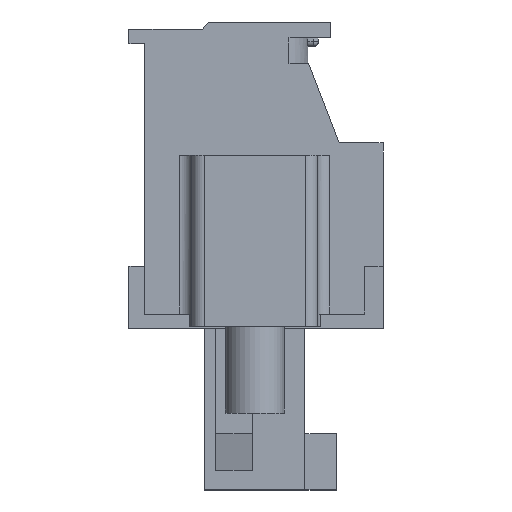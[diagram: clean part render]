
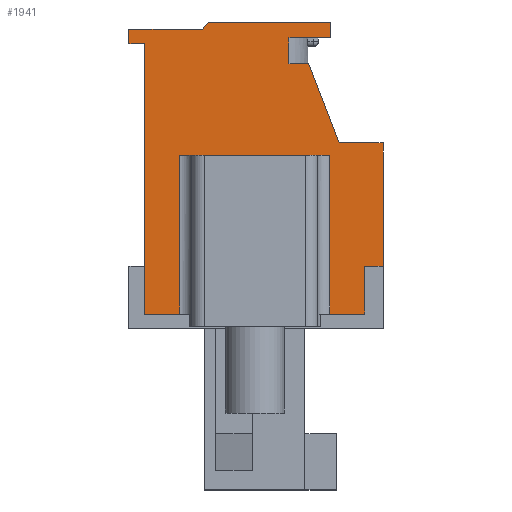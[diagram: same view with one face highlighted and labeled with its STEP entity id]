
A CAD part, left-side view. The second image highlights one B-rep face of the part: STEP entity #1941.
In plain terms, the highlighted planar face has unit normal (-1, 0, 0).
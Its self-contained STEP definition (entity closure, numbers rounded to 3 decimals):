
#1941 = ADVANCED_FACE( '', ( #3844 ), #3845, .T. );
#3844 = FACE_OUTER_BOUND( '', #5716, .T. );
#3845 = PLANE( '', #5717 );
#5716 = EDGE_LOOP( '', ( #11038, #11039, #11040, #11041, #11042, #11043, #11044, #11045, #11046, #11047, #11048, #11049, #11050, #11051, #11052, #11053, #11054, #11055, #11056, #11057 ) );
#5717 = AXIS2_PLACEMENT_3D( '', #11058, #11059, #11060 );
#11038 = ORIENTED_EDGE( '', *, *, #12285, .F. );
#11039 = ORIENTED_EDGE( '', *, *, #13548, .T. );
#11040 = ORIENTED_EDGE( '', *, *, #12669, .T. );
#11041 = ORIENTED_EDGE( '', *, *, #13549, .T. );
#11042 = ORIENTED_EDGE( '', *, *, #13017, .T. );
#11043 = ORIENTED_EDGE( '', *, *, #12333, .T. );
#11044 = ORIENTED_EDGE( '', *, *, #13101, .T. );
#11045 = ORIENTED_EDGE( '', *, *, #13364, .T. );
#11046 = ORIENTED_EDGE( '', *, *, #12031, .F. );
#11047 = ORIENTED_EDGE( '', *, *, #13287, .T. );
#11048 = ORIENTED_EDGE( '', *, *, #11570, .T. );
#11049 = ORIENTED_EDGE( '', *, *, #11755, .T. );
#11050 = ORIENTED_EDGE( '', *, *, #11827, .T. );
#11051 = ORIENTED_EDGE( '', *, *, #12194, .T. );
#11052 = ORIENTED_EDGE( '', *, *, #12783, .T. );
#11053 = ORIENTED_EDGE( '', *, *, #12968, .T. );
#11054 = ORIENTED_EDGE( '', *, *, #13089, .T. );
#11055 = ORIENTED_EDGE( '', *, *, #12526, .T. );
#11056 = ORIENTED_EDGE( '', *, *, #12673, .T. );
#11057 = ORIENTED_EDGE( '', *, *, #13281, .T. );
#11058 = CARTESIAN_POINT( '', ( -7.62, 0., 0. ) );
#11059 = DIRECTION( '', ( -1., 0., 0. ) );
#11060 = DIRECTION( '', ( 0., 0., 1. ) );
#11570 = EDGE_CURVE( '', #13913, #13911, #13914, .T. );
#11755 = EDGE_CURVE( '', #13911, #14243, #14244, .T. );
#11827 = EDGE_CURVE( '', #14243, #14361, #14362, .T. );
#12031 = EDGE_CURVE( '', #14694, #14695, #14696, .T. );
#12194 = EDGE_CURVE( '', #14361, #14962, #14963, .T. );
#12285 = EDGE_CURVE( '', #15109, #15111, #15112, .T. );
#12333 = EDGE_CURVE( '', #15184, #15182, #15185, .T. );
#12526 = EDGE_CURVE( '', #15495, #15493, #15496, .T. );
#12669 = EDGE_CURVE( '', #15702, #15700, #15703, .T. );
#12673 = EDGE_CURVE( '', #15493, #15708, #15710, .T. );
#12783 = EDGE_CURVE( '', #14962, #15869, #15870, .T. );
#12968 = EDGE_CURVE( '', #15869, #16103, #16104, .T. );
#13017 = EDGE_CURVE( '', #16170, #15184, #16171, .T. );
#13089 = EDGE_CURVE( '', #16103, #15495, #16261, .T. );
#13101 = EDGE_CURVE( '', #15182, #16274, #16275, .T. );
#13281 = EDGE_CURVE( '', #15708, #15111, #16496, .T. );
#13287 = EDGE_CURVE( '', #14694, #13913, #16502, .T. );
#13364 = EDGE_CURVE( '', #16274, #14695, #16589, .T. );
#13548 = EDGE_CURVE( '', #15109, #15702, #16787, .F. );
#13549 = EDGE_CURVE( '', #15700, #16170, #16788, .T. );
#13911 = VERTEX_POINT( '', #17294 );
#13913 = VERTEX_POINT( '', #17297 );
#13914 = LINE( '', #17298, #17299 );
#14243 = VERTEX_POINT( '', #17821 );
#14244 = LINE( '', #17822, #17823 );
#14361 = VERTEX_POINT( '', #17999 );
#14362 = LINE( '', #18000, #18001 );
#14694 = VERTEX_POINT( '', #18469 );
#14695 = VERTEX_POINT( '', #18470 );
#14696 = LINE( '', #18471, #18472 );
#14962 = VERTEX_POINT( '', #18864 );
#14963 = LINE( '', #18865, #18866 );
#15109 = VERTEX_POINT( '', #19078 );
#15111 = VERTEX_POINT( '', #19080 );
#15112 = LINE( '', #19081, #19082 );
#15182 = VERTEX_POINT( '', #19179 );
#15184 = VERTEX_POINT( '', #19182 );
#15185 = LINE( '', #19183, #19184 );
#15493 = VERTEX_POINT( '', #19640 );
#15495 = VERTEX_POINT( '', #19643 );
#15496 = LINE( '', #19644, #19645 );
#15700 = VERTEX_POINT( '', #19941 );
#15702 = VERTEX_POINT( '', #19944 );
#15703 = LINE( '', #19945, #19946 );
#15708 = VERTEX_POINT( '', #19952 );
#15710 = LINE( '', #19954, #19955 );
#15869 = VERTEX_POINT( '', #20209 );
#15870 = LINE( '', #20210, #20211 );
#16103 = VERTEX_POINT( '', #20574 );
#16104 = LINE( '', #20575, #20576 );
#16170 = VERTEX_POINT( '', #20671 );
#16171 = LINE( '', #20672, #20673 );
#16261 = LINE( '', #20810, #20811 );
#16274 = VERTEX_POINT( '', #20830 );
#16275 = LINE( '', #20831, #20832 );
#16496 = LINE( '', #21156, #21157 );
#16502 = LINE( '', #21174, #21175 );
#16589 = LINE( '', #21311, #21312 );
#16787 = LINE( '', #21570, #21571 );
#16788 = LINE( '', #21572, #21573 );
#17294 = CARTESIAN_POINT( '', ( -7.62, -3.1, 5.775 ) );
#17297 = CARTESIAN_POINT( '', ( -7.62, -1.4, 5.775 ) );
#17298 = CARTESIAN_POINT( '', ( -7.62, -2.2, 5.775 ) );
#17299 = VECTOR( '', #21799, 1000. );
#17821 = CARTESIAN_POINT( '', ( -7.62, -3.1, 6.425 ) );
#17822 = CARTESIAN_POINT( '', ( -7.62, -3.1, 5.775 ) );
#17823 = VECTOR( '', #22015, 1000. );
#17999 = CARTESIAN_POINT( '', ( -7.62, 1.9, 6.425 ) );
#18000 = CARTESIAN_POINT( '', ( -7.62, -3.1, 6.425 ) );
#18001 = VECTOR( '', #22077, 1000. );
#18469 = CARTESIAN_POINT( '', ( -7.62, -1.4, 4.725 ) );
#18470 = CARTESIAN_POINT( '', ( -7.62, -2.2, 4.725 ) );
#18471 = CARTESIAN_POINT( '', ( -7.62, -1.4, 4.725 ) );
#18472 = VECTOR( '', #22286, 1000. );
#18864 = CARTESIAN_POINT( '', ( -7.62, 2.153, 6.125 ) );
#18865 = CARTESIAN_POINT( '', ( -7.62, 1.9, 6.425 ) );
#18866 = VECTOR( '', #22443, 1000. );
#19078 = CARTESIAN_POINT( '', ( -7.62, -3.075, 0.975 ) );
#19080 = CARTESIAN_POINT( '', ( -7.62, 3.075, 0.975 ) );
#19081 = CARTESIAN_POINT( '', ( -7.62, -2.575, 0.975 ) );
#19082 = VECTOR( '', #22538, 1000. );
#19179 = CARTESIAN_POINT( '', ( -7.62, -5.25, 1.475 ) );
#19182 = CARTESIAN_POINT( '', ( -7.62, -5.25, -3.575 ) );
#19183 = CARTESIAN_POINT( '', ( -7.62, -5.25, -3.575 ) );
#19184 = VECTOR( '', #22591, 1000. );
#19640 = CARTESIAN_POINT( '', ( -7.62, 4.5, -5.525 ) );
#19643 = CARTESIAN_POINT( '', ( -7.62, 4.5, 5.525 ) );
#19644 = CARTESIAN_POINT( '', ( -7.62, 4.5, 5.525 ) );
#19645 = VECTOR( '', #22785, 1000. );
#19941 = CARTESIAN_POINT( '', ( -7.62, -4.5, -5.525 ) );
#19944 = CARTESIAN_POINT( '', ( -7.62, -3.075, -5.525 ) );
#19945 = CARTESIAN_POINT( '', ( -7.62, 4.5, -5.525 ) );
#19946 = VECTOR( '', #22936, 1000. );
#19952 = CARTESIAN_POINT( '', ( -7.62, 3.075, -5.525 ) );
#19954 = CARTESIAN_POINT( '', ( -7.62, 4.5, -5.525 ) );
#19955 = VECTOR( '', #22944, 1000. );
#20209 = CARTESIAN_POINT( '', ( -7.62, 5.15, 6.125 ) );
#20210 = CARTESIAN_POINT( '', ( -7.62, 2.153, 6.125 ) );
#20211 = VECTOR( '', #23046, 1000. );
#20574 = CARTESIAN_POINT( '', ( -7.62, 5.15, 5.525 ) );
#20575 = CARTESIAN_POINT( '', ( -7.62, 5.15, 6.125 ) );
#20576 = VECTOR( '', #23198, 1000. );
#20671 = CARTESIAN_POINT( '', ( -7.62, -4.5, -3.575 ) );
#20672 = CARTESIAN_POINT( '', ( -7.62, -4.5, -3.575 ) );
#20673 = VECTOR( '', #23247, 1000. );
#20810 = CARTESIAN_POINT( '', ( -7.62, 5.15, 5.525 ) );
#20811 = VECTOR( '', #23298, 1000. );
#20830 = CARTESIAN_POINT( '', ( -7.62, -3.45, 1.475 ) );
#20831 = CARTESIAN_POINT( '', ( -7.62, -5.25, 1.475 ) );
#20832 = VECTOR( '', #23305, 1000. );
#21156 = CARTESIAN_POINT( '', ( -7.62, 3.075, 0. ) );
#21157 = VECTOR( '', #23458, 1000. );
#21174 = CARTESIAN_POINT( '', ( -7.62, -1.4, 4.725 ) );
#21175 = VECTOR( '', #23460, 1000. );
#21311 = CARTESIAN_POINT( '', ( -7.62, -3.45, 1.475 ) );
#21312 = VECTOR( '', #23508, 1000. );
#21570 = CARTESIAN_POINT( '', ( -7.62, -3.075, -5.525 ) );
#21571 = VECTOR( '', #23602, 1000. );
#21572 = CARTESIAN_POINT( '', ( -7.62, -4.5, -5.525 ) );
#21573 = VECTOR( '', #23603, 1000. );
#21799 = DIRECTION( '', ( 0., -1., 0. ) );
#22015 = DIRECTION( '', ( 0., 0., 1. ) );
#22077 = DIRECTION( '', ( 0., 1., 0. ) );
#22286 = DIRECTION( '', ( 0., -1., 0. ) );
#22443 = DIRECTION( '', ( 0., 0.644, -0.765 ) );
#22538 = DIRECTION( '', ( 0., 1., 0. ) );
#22591 = DIRECTION( '', ( 0., 0., 1. ) );
#22785 = DIRECTION( '', ( 0., 0., -1. ) );
#22936 = DIRECTION( '', ( 0., -1., 0. ) );
#22944 = DIRECTION( '', ( 0., -1., 0. ) );
#23046 = DIRECTION( '', ( 0., 1., 0. ) );
#23198 = DIRECTION( '', ( 0., 0., -1. ) );
#23247 = DIRECTION( '', ( 0., -1., 0. ) );
#23298 = DIRECTION( '', ( 0., -1., 0. ) );
#23305 = DIRECTION( '', ( 0., 1., 0. ) );
#23458 = DIRECTION( '', ( 0., 0., 1. ) );
#23460 = DIRECTION( '', ( 0., 0., 1. ) );
#23508 = DIRECTION( '', ( 0., 0.359, 0.933 ) );
#23602 = DIRECTION( '', ( 0., 0., 1. ) );
#23603 = DIRECTION( '', ( 0., 0., 1. ) );
